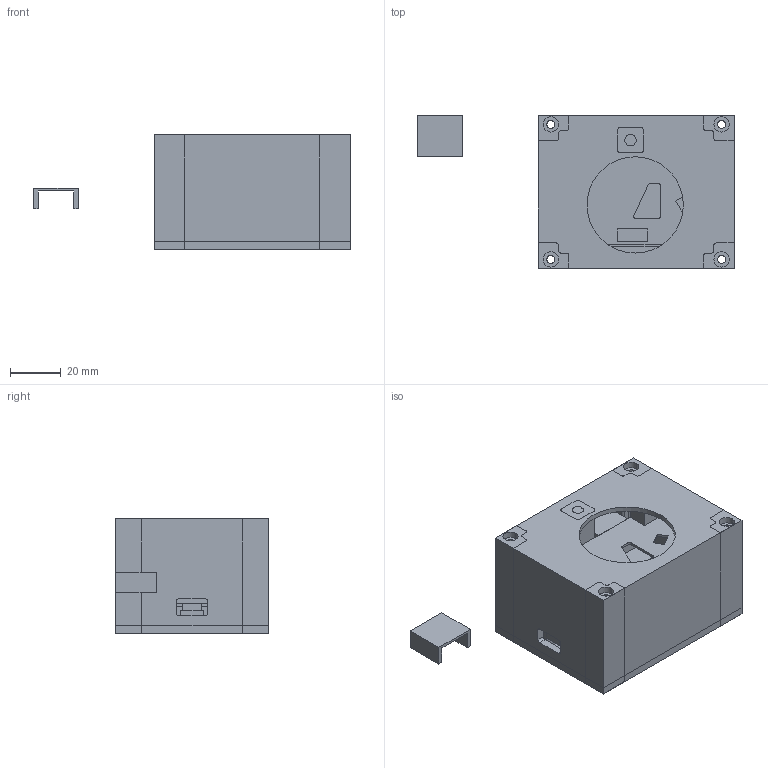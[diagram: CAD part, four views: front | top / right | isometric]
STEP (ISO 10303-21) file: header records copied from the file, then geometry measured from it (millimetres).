
FILE_DESCRIPTION (( 'STEP AP214' ), '1' );
FILE_NAME ('Box_v1.3.STEP', '2022-03-24T18:35:10', ( '' ), ( '' ), 'SwSTEP 2.0', 'SolidWorks 2018', '' );
FILE_SCHEMA (( 'AUTOMOTIVE_DESIGN' ));
Length unit declared in the file: millimetre
Products named in the file (1): Box_v1.3
Bounding box: 124.25 x 60 x 45.2 mm (x, y, z)
Volume: 88385.5 mm3; surface area: 73109.5 mm2
Topology: 11 solids, 11 shells, 383 faces, 1014 edges, 676 vertices
Faces by surface type: plane 301, cylinder 82
Entity records: 12906 total; most frequent: CARTESIAN_POINT 2074, ORIENTED_EDGE 2028, DIRECTION 1954, EDGE_CURVE 1014, LINE 842, VECTOR 842, VERTEX_POINT 676, AXIS2_PLACEMENT_3D 556
